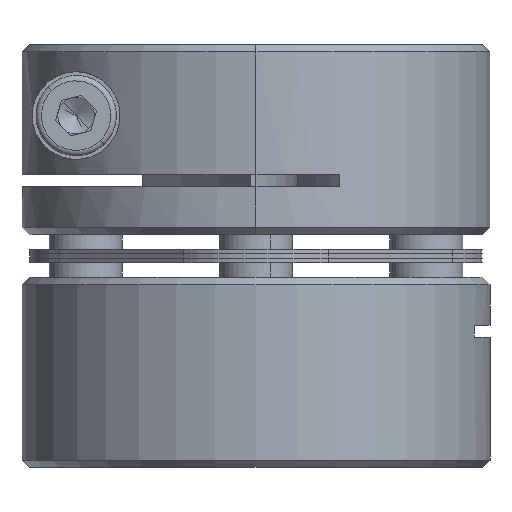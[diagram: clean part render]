
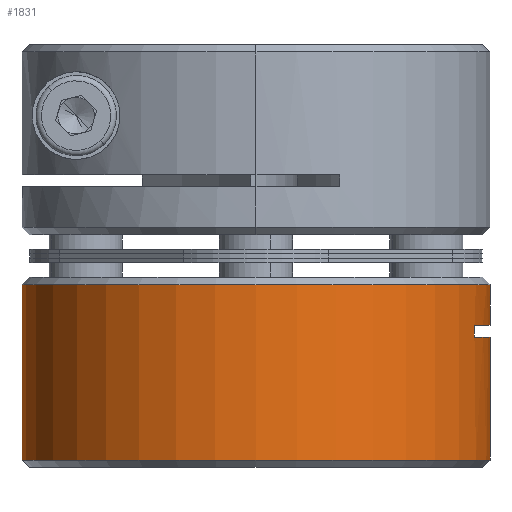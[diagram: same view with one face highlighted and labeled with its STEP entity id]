
A CAD part, front view. The second image highlights one B-rep face of the part: STEP entity #1831.
In plain terms, the highlighted cylindrical face has radius 16 mm (diameter 32 mm), a partial arc.
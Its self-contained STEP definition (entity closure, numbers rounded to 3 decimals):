
#159 = LINE ( 'NONE', #2185, #8131 ) ;
#174 = EDGE_CURVE ( 'NONE', #4677, #430, #8884, .T. ) ;
#177 = CIRCLE ( 'NONE', #7199, 16. ) ;
#209 = ORIENTED_EDGE ( 'NONE', *, *, #8874, .F. ) ;
#265 = VECTOR ( 'NONE', #6513, 1000. ) ;
#358 = CARTESIAN_POINT ( 'NONE',  ( 16., 0., 9.7 ) ) ;
#430 = VERTEX_POINT ( 'NONE', #358 ) ;
#481 = ORIENTED_EDGE ( 'NONE', *, *, #7754, .F. ) ;
#676 = CARTESIAN_POINT ( 'NONE',  ( 16., 0., 12.5 ) ) ;
#778 = CARTESIAN_POINT ( 'NONE',  ( 14.937, -5.734, 9.7 ) ) ;
#976 = VERTEX_POINT ( 'NONE', #9728 ) ;
#1021 = DIRECTION ( 'NONE',  ( 0., 0., -1. ) ) ;
#1029 = CARTESIAN_POINT ( 'NONE',  ( 0., 0., 13. ) ) ;
#1061 = VERTEX_POINT ( 'NONE', #9805 ) ;
#1128 = DIRECTION ( 'NONE',  ( -1., 0., 0. ) ) ;
#1135 = DIRECTION ( 'NONE',  ( 0., 0., -1. ) ) ;
#1267 = EDGE_CURVE ( 'NONE', #6685, #976, #7637, .T. ) ;
#1831 = ADVANCED_FACE ( 'NONE', ( #8447 ), #4459, .T. ) ;
#2185 = CARTESIAN_POINT ( 'NONE',  ( -16., 0., 13. ) ) ;
#2251 = EDGE_CURVE ( 'NONE', #6685, #4677, #3566, .T. ) ;
#2348 = CARTESIAN_POINT ( 'NONE',  ( 0., 0., 9.7 ) ) ;
#2479 = CARTESIAN_POINT ( 'NONE',  ( -16., 0., 0.5 ) ) ;
#2612 = DIRECTION ( 'NONE',  ( 1., 0., 0. ) ) ;
#3012 = EDGE_LOOP ( 'NONE', ( #481, #9605, #8773, #5181, #209, #5294, #7200, #6056 ) ) ;
#3017 = DIRECTION ( 'NONE',  ( 0., 0., -1. ) ) ;
#3302 = AXIS2_PLACEMENT_3D ( 'NONE', #5865, #1135, #6587 ) ;
#3370 = EDGE_CURVE ( 'NONE', #6597, #1061, #4537, .T. ) ;
#3430 = CARTESIAN_POINT ( 'NONE',  ( 16., 0., 13. ) ) ;
#3471 = VERTEX_POINT ( 'NONE', #6672 ) ;
#3566 = LINE ( 'NONE', #4601, #7373 ) ;
#3670 = EDGE_CURVE ( 'NONE', #7868, #3471, #177, .T. ) ;
#3897 = DIRECTION ( 'NONE',  ( 0., 0., 1. ) ) ;
#3904 = VECTOR ( 'NONE', #4770, 1000. ) ;
#4459 = CYLINDRICAL_SURFACE ( 'NONE', #6412, 16. ) ;
#4512 = LINE ( 'NONE', #3430, #265 ) ;
#4537 = CIRCLE ( 'NONE', #3302, 16. ) ;
#4601 = CARTESIAN_POINT ( 'NONE',  ( 14.937, -5.734, 9.3 ) ) ;
#4677 = VERTEX_POINT ( 'NONE', #778 ) ;
#4770 = DIRECTION ( 'NONE',  ( 0., 0., -1. ) ) ;
#5181 = ORIENTED_EDGE ( 'NONE', *, *, #3670, .T. ) ;
#5294 = ORIENTED_EDGE ( 'NONE', *, *, #1267, .F. ) ;
#5483 = CARTESIAN_POINT ( 'NONE',  ( 14.937, -5.734, 8.9 ) ) ;
#5865 = CARTESIAN_POINT ( 'NONE',  ( 0., 0., 12.5 ) ) ;
#5993 = LINE ( 'NONE', #7743, #3904 ) ;
#6056 = ORIENTED_EDGE ( 'NONE', *, *, #174, .T. ) ;
#6347 = DIRECTION ( 'NONE',  ( 0., 0., 1. ) ) ;
#6412 = AXIS2_PLACEMENT_3D ( 'NONE', #1029, #1021, #1128 ) ;
#6489 = AXIS2_PLACEMENT_3D ( 'NONE', #2348, #6347, #2612 ) ;
#6513 = DIRECTION ( 'NONE',  ( 0., 0., -1. ) ) ;
#6587 = DIRECTION ( 'NONE',  ( 1., 0., 0. ) ) ;
#6597 = VERTEX_POINT ( 'NONE', #676 ) ;
#6672 = CARTESIAN_POINT ( 'NONE',  ( 16., 0., 0.5 ) ) ;
#6685 = VERTEX_POINT ( 'NONE', #5483 ) ;
#6869 = DIRECTION ( 'NONE',  ( 1., 0., 0. ) ) ;
#6893 = DIRECTION ( 'NONE',  ( 0., 0., 1. ) ) ;
#6904 = CARTESIAN_POINT ( 'NONE',  ( 0., 0., 8.9 ) ) ;
#6917 = DIRECTION ( 'NONE',  ( 0., 0., 1. ) ) ;
#6960 = AXIS2_PLACEMENT_3D ( 'NONE', #6904, #6917, #6869 ) ;
#7199 = AXIS2_PLACEMENT_3D ( 'NONE', #8425, #3897, #9190 ) ;
#7200 = ORIENTED_EDGE ( 'NONE', *, *, #2251, .T. ) ;
#7373 = VECTOR ( 'NONE', #6893, 1000. ) ;
#7637 = CIRCLE ( 'NONE', #6960, 16. ) ;
#7743 = CARTESIAN_POINT ( 'NONE',  ( 16., 0., 13. ) ) ;
#7754 = EDGE_CURVE ( 'NONE', #6597, #430, #5993, .T. ) ;
#7868 = VERTEX_POINT ( 'NONE', #2479 ) ;
#8131 = VECTOR ( 'NONE', #3017, 1000. ) ;
#8425 = CARTESIAN_POINT ( 'NONE',  ( 0., 0., 0.5 ) ) ;
#8447 = FACE_OUTER_BOUND ( 'NONE', #3012, .T. ) ;
#8463 = EDGE_CURVE ( 'NONE', #1061, #7868, #159, .T. ) ;
#8773 = ORIENTED_EDGE ( 'NONE', *, *, #8463, .T. ) ;
#8874 = EDGE_CURVE ( 'NONE', #976, #3471, #4512, .T. ) ;
#8884 = CIRCLE ( 'NONE', #6489, 16. ) ;
#9190 = DIRECTION ( 'NONE',  ( 1., 0., 0. ) ) ;
#9605 = ORIENTED_EDGE ( 'NONE', *, *, #3370, .T. ) ;
#9728 = CARTESIAN_POINT ( 'NONE',  ( 16., 0., 8.9 ) ) ;
#9805 = CARTESIAN_POINT ( 'NONE',  ( -16., 0., 12.5 ) ) ;
